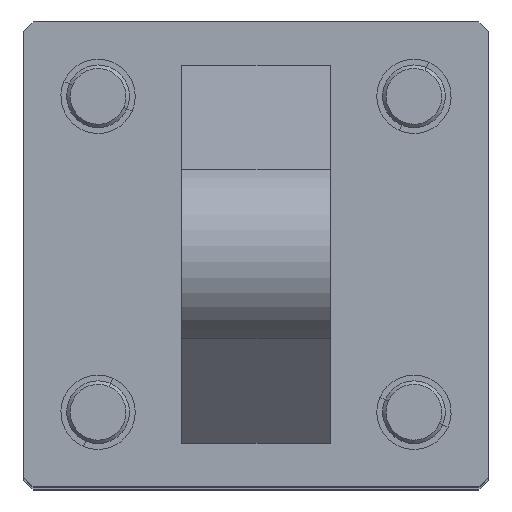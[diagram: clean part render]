
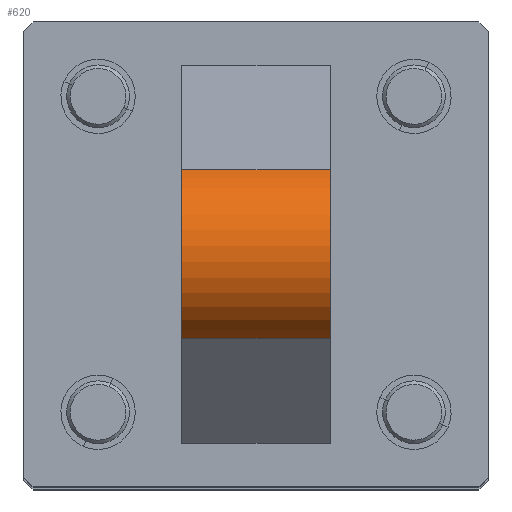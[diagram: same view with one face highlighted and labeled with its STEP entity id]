
A CAD part, top view. The second image highlights one B-rep face of the part: STEP entity #620.
In plain terms, the highlighted cylindrical face has radius 10 mm (diameter 20 mm), a partial arc.
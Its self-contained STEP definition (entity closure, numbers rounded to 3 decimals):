
#160 = ORIENTED_EDGE ( 'NONE', *, *, #353, .T. ) ;
#161 = ORIENTED_EDGE ( 'NONE', *, *, #357, .F. ) ;
#162 = ORIENTED_EDGE ( 'NONE', *, *, #349, .F. ) ;
#163 = ORIENTED_EDGE ( 'NONE', *, *, #358, .T. ) ;
#349 = EDGE_CURVE ( 'NONE', #2104, #2108, #2290, .T. ) ;
#353 = EDGE_CURVE ( 'NONE', #2107, #2111, #2297, .T. ) ;
#357 = EDGE_CURVE ( 'NONE', #2108, #2111, #2303, .T. ) ;
#358 = EDGE_CURVE ( 'NONE', #2104, #2107, #2304, .T. ) ;
#620 = ADVANCED_FACE ( 'NONE', ( #2852 ), #2856, .T. ) ;
#1631 = AXIS2_PLACEMENT_3D ( 'NONE', #2389, #2390, #2391 ) ;
#1633 = AXIS2_PLACEMENT_3D ( 'NONE', #2401, #2402, #2403 ) ;
#1908 = EDGE_LOOP ( 'NONE', ( #160, #161, #162, #163 ) ) ;
#2104 = VERTEX_POINT ( 'NONE', #7431 ) ;
#2107 = VERTEX_POINT ( 'NONE', #7434 ) ;
#2108 = VERTEX_POINT ( 'NONE', #7435 ) ;
#2111 = VERTEX_POINT ( 'NONE', #7438 ) ;
#2290 = CIRCLE ( 'NONE', #1631, 10. ) ;
#2297 = CIRCLE ( 'NONE', #1633, 10. ) ;
#2303 = LINE ( 'NONE', #2406, #2305 ) ;
#2304 = LINE ( 'NONE', #2410, #2412 ) ;
#2305 = VECTOR ( 'NONE', #2404, 1000. ) ;
#2389 = CARTESIAN_POINT ( 'NONE',  ( 8., 31., 0. ) ) ;
#2390 = DIRECTION ( 'NONE',  ( 1., 0., 0. ) ) ;
#2391 = DIRECTION ( 'NONE',  ( 0., 0., -1. ) ) ;
#2401 = CARTESIAN_POINT ( 'NONE',  ( -8., 31., 0. ) ) ;
#2402 = DIRECTION ( 'NONE',  ( 1., 0., 0. ) ) ;
#2403 = DIRECTION ( 'NONE',  ( 0., 0., -1. ) ) ;
#2404 = DIRECTION ( 'NONE',  ( -1., 0., 0. ) ) ;
#2406 = CARTESIAN_POINT ( 'NONE',  ( 8., 35.226, 9.063 ) ) ;
#2410 = CARTESIAN_POINT ( 'NONE',  ( 8., 35.226, -9.063 ) ) ;
#2411 = DIRECTION ( 'NONE',  ( -1., 0., 0. ) ) ;
#2412 = VECTOR ( 'NONE', #2411, 1000. ) ;
#2852 = FACE_OUTER_BOUND ( 'NONE', #1908, .T. ) ;
#2856 = CYLINDRICAL_SURFACE ( 'NONE', #4665, 10. ) ;
#4665 = AXIS2_PLACEMENT_3D ( 'NONE', #5425, #5423, #5426 ) ;
#5423 = DIRECTION ( 'NONE',  ( -1., 0., 0. ) ) ;
#5425 = CARTESIAN_POINT ( 'NONE',  ( 8., 31., 0. ) ) ;
#5426 = DIRECTION ( 'NONE',  ( 0., 0., 1. ) ) ;
#7431 = CARTESIAN_POINT ( 'NONE',  ( 8., 35.226, -9.063 ) ) ;
#7434 = CARTESIAN_POINT ( 'NONE',  ( -8., 35.226, -9.063 ) ) ;
#7435 = CARTESIAN_POINT ( 'NONE',  ( 8., 35.226, 9.063 ) ) ;
#7438 = CARTESIAN_POINT ( 'NONE',  ( -8., 35.226, 9.063 ) ) ;
